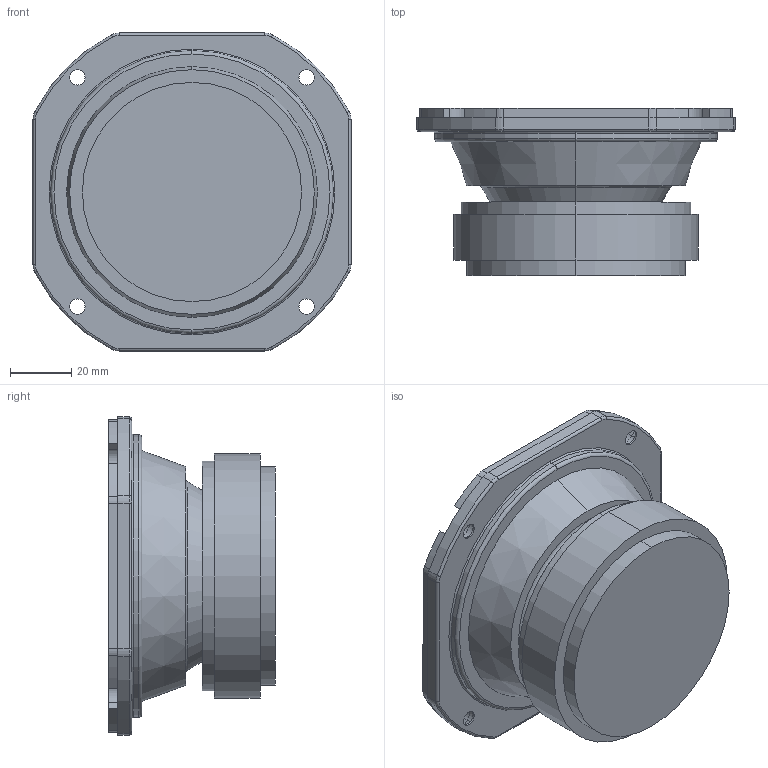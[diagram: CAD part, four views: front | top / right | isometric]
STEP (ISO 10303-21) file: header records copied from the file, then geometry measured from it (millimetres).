
FILE_DESCRIPTION (( 'STEP AP203' ), '1' );
FILE_NAME ('KIG004_WSF041.00-8 NEW VERSION_REV.F.STEP', '2018-07-02T02:13:19', ( '' ), ( '' ), 'SwSTEP 2.0', 'SolidWorks 2016', '' );
FILE_SCHEMA (( 'CONFIG_CONTROL_DESIGN' ));
Length unit declared in the file: millimetre
Products named in the file (3): KIG004_WSF041.00-8_GASKET_REV.B; KIG004_WSF041.00_BASKET_REV.B; KIG004_WSF041.00-8 NEW VERSION_REV.F
Assembly tree (2 placements, depth 2):
  KIG004_WSF041.00-8 NEW VERSION_REV.F
    KIG004_WSF041.00_BASKET_REV.B
    KIG004_WSF041.00-8_GASKET_REV.B
Bounding box: 104 x 54.6 x 104 mm (x, y, z)
Volume: 225112.2 mm3; surface area: 51114.1 mm2
Topology: 3 solids, 3 shells, 186 faces, 470 edges, 300 vertices
Faces by surface type: cylinder 98, plane 48, torus 30, cone 10
Entity records: 6007 total; most frequent: DIRECTION 1118, CARTESIAN_POINT 961, ORIENTED_EDGE 940, EDGE_CURVE 470, AXIS2_PLACEMENT_3D 457, VERTEX_POINT 300, CIRCLE 266, EDGE_LOOP 208
